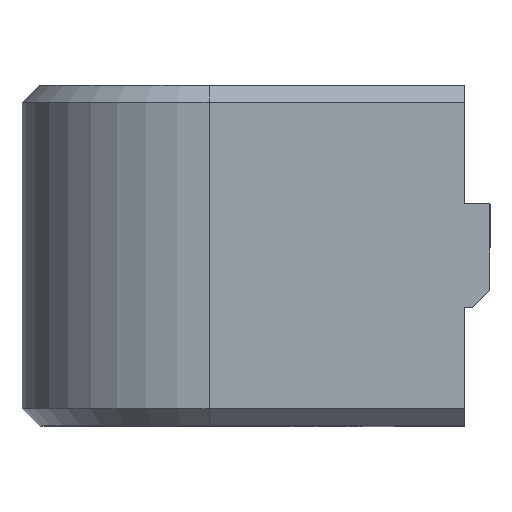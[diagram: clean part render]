
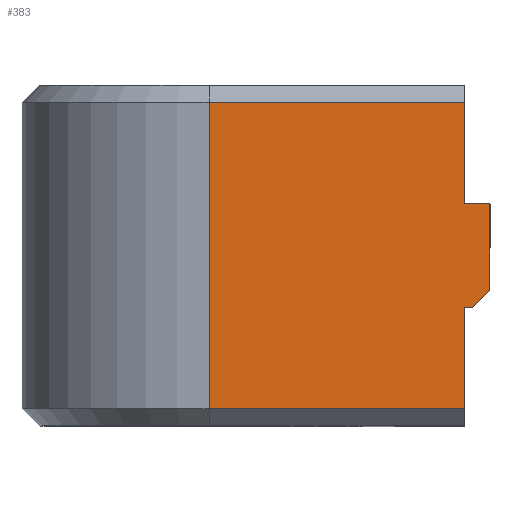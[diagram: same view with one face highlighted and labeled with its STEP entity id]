
A CAD part, top view. The second image highlights one B-rep face of the part: STEP entity #383.
In plain terms, the highlighted planar face has unit normal (0, 0, 1).
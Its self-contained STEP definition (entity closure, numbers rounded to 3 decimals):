
#4 = DIRECTION ( 'NONE',  ( -1., 0., 0. ) ) ;
#9 = EDGE_CURVE ( 'NONE', #818, #663, #430, .T. ) ;
#24 = EDGE_CURVE ( 'NONE', #251, #791, #708, .T. ) ;
#43 = CARTESIAN_POINT ( 'NONE',  ( 15.5, 6.95, 11. ) ) ;
#49 = CARTESIAN_POINT ( 'NONE',  ( 16.5, 0., 11. ) ) ;
#86 = EDGE_CURVE ( 'NONE', #1056, #725, #889, .T. ) ;
#143 = VECTOR ( 'NONE', #770, 1000. ) ;
#144 = DIRECTION ( 'NONE',  ( 0., 1., 0. ) ) ;
#155 = CARTESIAN_POINT ( 'NONE',  ( 15., 13.05, 11. ) ) ;
#160 = VECTOR ( 'NONE', #668, 1000. ) ;
#168 = CARTESIAN_POINT ( 'NONE',  ( 0., 1., 11. ) ) ;
#171 = EDGE_CURVE ( 'NONE', #251, #725, #518, .T. ) ;
#184 = VERTEX_POINT ( 'NONE', #155 ) ;
#187 = VECTOR ( 'NONE', #350, 1000. ) ;
#193 = ORIENTED_EDGE ( 'NONE', *, *, #86, .F. ) ;
#236 = DIRECTION ( 'NONE',  ( -1., 0., 0. ) ) ;
#251 = VERTEX_POINT ( 'NONE', #395 ) ;
#260 = DIRECTION ( 'NONE',  ( 0.707, 0.707, 0. ) ) ;
#286 = VECTOR ( 'NONE', #1128, 1000. ) ;
#313 = CARTESIAN_POINT ( 'NONE',  ( 0., 0., 11. ) ) ;
#330 = ORIENTED_EDGE ( 'NONE', *, *, #431, .T. ) ;
#332 = EDGE_LOOP ( 'NONE', ( #343, #944, #193, #1105, #915, #921, #922, #421, #330 ) ) ;
#342 = CARTESIAN_POINT ( 'NONE',  ( 15., 20., 11. ) ) ;
#343 = ORIENTED_EDGE ( 'NONE', *, *, #24, .F. ) ;
#345 = EDGE_CURVE ( 'NONE', #184, #663, #794, .T. ) ;
#347 = DIRECTION ( 'NONE',  ( 0., 0., -1. ) ) ;
#350 = DIRECTION ( 'NONE',  ( -1., 0., 0. ) ) ;
#356 = CARTESIAN_POINT ( 'NONE',  ( 16.5, 13.05, 11. ) ) ;
#372 = VECTOR ( 'NONE', #260, 1000. ) ;
#380 = VECTOR ( 'NONE', #144, 1000. ) ;
#383 = ADVANCED_FACE ( 'NONE', ( #542 ), #1010, .F. ) ;
#395 = CARTESIAN_POINT ( 'NONE',  ( 0., 1., 11. ) ) ;
#403 = EDGE_CURVE ( 'NONE', #896, #184, #994, .T. ) ;
#415 = LINE ( 'NONE', #881, #187 ) ;
#421 = ORIENTED_EDGE ( 'NONE', *, *, #403, .F. ) ;
#430 = LINE ( 'NONE', #49, #286 ) ;
#431 = EDGE_CURVE ( 'NONE', #896, #791, #778, .T. ) ;
#514 = DIRECTION ( 'NONE',  ( 0., -1., 0. ) ) ;
#518 = LINE ( 'NONE', #168, #763 ) ;
#542 = FACE_OUTER_BOUND ( 'NONE', #332, .T. ) ;
#573 = CARTESIAN_POINT ( 'NONE',  ( 16.5, 13.05, 11. ) ) ;
#610 = EDGE_CURVE ( 'NONE', #1031, #1056, #415, .T. ) ;
#637 = CARTESIAN_POINT ( 'NONE',  ( 0., 19., 11. ) ) ;
#662 = CARTESIAN_POINT ( 'NONE',  ( 15., 19., 11. ) ) ;
#663 = VERTEX_POINT ( 'NONE', #356 ) ;
#668 = DIRECTION ( 'NONE',  ( 1., 0., 0. ) ) ;
#708 = LINE ( 'NONE', #313, #380 ) ;
#715 = CARTESIAN_POINT ( 'NONE',  ( 15., 1., 11. ) ) ;
#725 = VERTEX_POINT ( 'NONE', #715 ) ;
#763 = VECTOR ( 'NONE', #785, 1000. ) ;
#766 = CARTESIAN_POINT ( 'NONE',  ( 15., 6.95, 11. ) ) ;
#770 = DIRECTION ( 'NONE',  ( 0., -1., 0. ) ) ;
#778 = LINE ( 'NONE', #1110, #843 ) ;
#785 = DIRECTION ( 'NONE',  ( 1., 0., 0. ) ) ;
#786 = CARTESIAN_POINT ( 'NONE',  ( 16.5, 7.95, 11. ) ) ;
#791 = VERTEX_POINT ( 'NONE', #637 ) ;
#794 = LINE ( 'NONE', #573, #160 ) ;
#801 = CARTESIAN_POINT ( 'NONE',  ( 15., 20., 11. ) ) ;
#818 = VERTEX_POINT ( 'NONE', #1104 ) ;
#843 = VECTOR ( 'NONE', #4, 1000. ) ;
#880 = CARTESIAN_POINT ( 'NONE',  ( 0., 0., 11. ) ) ;
#881 = CARTESIAN_POINT ( 'NONE',  ( 16.5, 6.95, 11. ) ) ;
#889 = LINE ( 'NONE', #342, #143 ) ;
#896 = VERTEX_POINT ( 'NONE', #662 ) ;
#915 = ORIENTED_EDGE ( 'NONE', *, *, #1081, .T. ) ;
#921 = ORIENTED_EDGE ( 'NONE', *, *, #9, .T. ) ;
#922 = ORIENTED_EDGE ( 'NONE', *, *, #345, .F. ) ;
#944 = ORIENTED_EDGE ( 'NONE', *, *, #171, .T. ) ;
#988 = LINE ( 'NONE', #786, #372 ) ;
#994 = LINE ( 'NONE', #801, #1149 ) ;
#1010 = PLANE ( 'NONE',  #1082 ) ;
#1031 = VERTEX_POINT ( 'NONE', #43 ) ;
#1056 = VERTEX_POINT ( 'NONE', #766 ) ;
#1081 = EDGE_CURVE ( 'NONE', #1031, #818, #988, .T. ) ;
#1082 = AXIS2_PLACEMENT_3D ( 'NONE', #880, #347, #236 ) ;
#1104 = CARTESIAN_POINT ( 'NONE',  ( 16.5, 7.95, 11. ) ) ;
#1105 = ORIENTED_EDGE ( 'NONE', *, *, #610, .F. ) ;
#1110 = CARTESIAN_POINT ( 'NONE',  ( 0., 19., 11. ) ) ;
#1128 = DIRECTION ( 'NONE',  ( 0., 1., 0. ) ) ;
#1149 = VECTOR ( 'NONE', #514, 1000. ) ;
